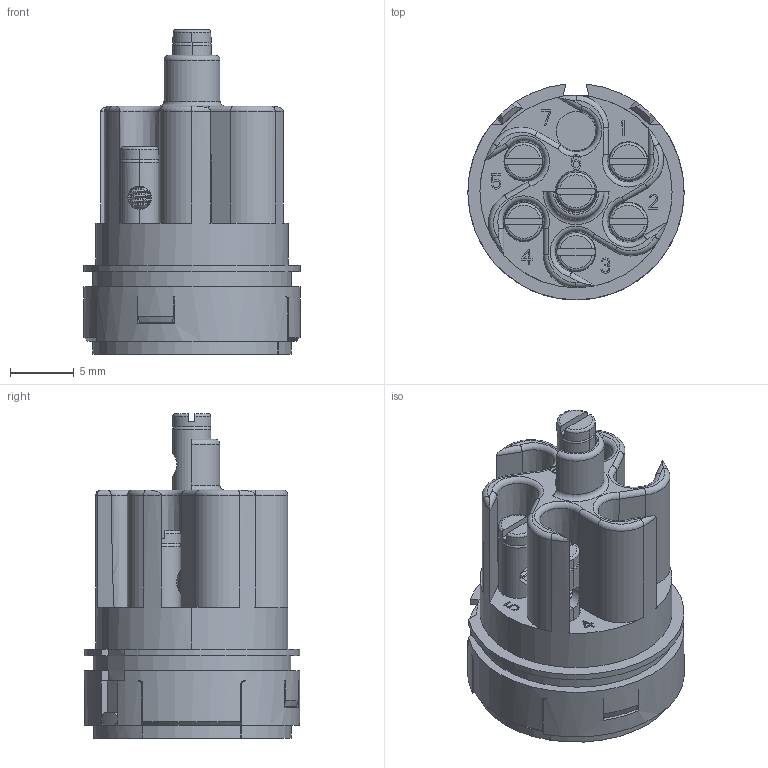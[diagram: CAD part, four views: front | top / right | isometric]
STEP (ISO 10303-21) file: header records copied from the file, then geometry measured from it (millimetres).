
FILE_DESCRIPTION((''),'2;1');
FILE_NAME('1594164','2015-09-08T',('feitelbuss'),(''),'PRO/ENGINEER BY PARAMETRIC TECHNOLOGY CORPORATION, 2014200','PRO/ENGINEER BY PARAMETRIC TECHNOLOGY CORPORATION, 2014200','');
FILE_SCHEMA(('AUTOMOTIVE_DESIGN { 1 0 10303 214 1 1 1 1 }'));
Products named in the file (1): 1594164
Bounding box: 17 x 16.96 x 25.5 mm (x, y, z)
Volume: 2818.8 mm3; surface area: 3140.3 mm2
Topology: 1 solids, 1 shells, 1164 faces, 3432 edges, 2241 vertices
Faces by surface type: plane 726, cylinder 239, bspline 72, torus 63, cone 40, sphere 24
Entity records: 60239 total; most frequent: CARTESIAN_POINT 30092, ORIENTED_EDGE 6864, DIRECTION 5425, EDGE_CURVE 3432, VERTEX_POINT 2241, VECTOR 2181, LINE 2181, AXIS2_PLACEMENT_3D 1622
